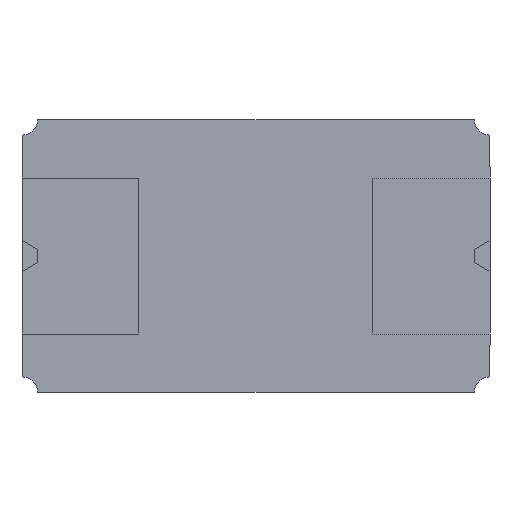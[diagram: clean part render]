
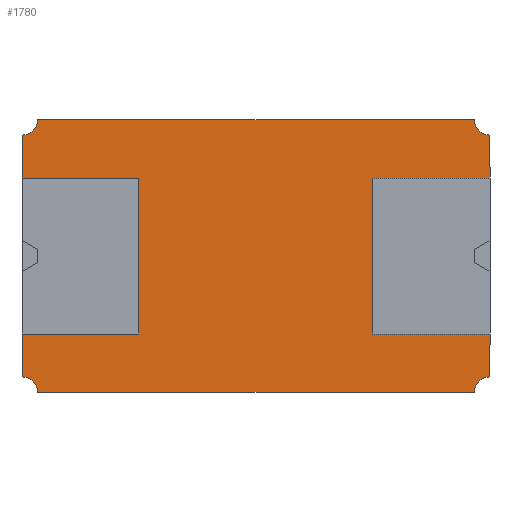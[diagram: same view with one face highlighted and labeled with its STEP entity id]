
A CAD part, front view. The second image highlights one B-rep face of the part: STEP entity #1780.
In plain terms, the highlighted planar face has unit normal (0, -1, 0).
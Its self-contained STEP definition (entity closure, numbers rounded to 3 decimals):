
#1 = AXIS2_PLACEMENT_3D ( 'NONE', #1189, #2253, #1178 ) ;
#19 = DIRECTION ( 'NONE',  ( 0., 0., -1. ) ) ;
#42 = EDGE_CURVE ( 'NONE', #1285, #1320, #1731, .T. ) ;
#57 = VERTEX_POINT ( 'NONE', #1280 ) ;
#70 = EDGE_CURVE ( 'NONE', #436, #1124, #1004, .T. ) ;
#73 = ORIENTED_EDGE ( 'NONE', *, *, #537, .F. ) ;
#86 = CARTESIAN_POINT ( 'NONE',  ( -3., 0., 1.75 ) ) ;
#89 = EDGE_CURVE ( 'NONE', #100, #1285, #898, .T. ) ;
#94 = EDGE_CURVE ( 'NONE', #323, #57, #282, .T. ) ;
#99 = DIRECTION ( 'NONE',  ( 0., 1., 0. ) ) ;
#100 = VERTEX_POINT ( 'NONE', #293 ) ;
#101 = ORIENTED_EDGE ( 'NONE', *, *, #42, .F. ) ;
#119 = DIRECTION ( 'NONE',  ( 0., 0., 1. ) ) ;
#121 = EDGE_CURVE ( 'NONE', #449, #262, #2110, .T. ) ;
#136 = CARTESIAN_POINT ( 'NONE',  ( 1.5, 0., -1. ) ) ;
#147 = LINE ( 'NONE', #502, #749 ) ;
#185 = VECTOR ( 'NONE', #811, 1000. ) ;
#221 = CARTESIAN_POINT ( 'NONE',  ( -1.5, 0., 1. ) ) ;
#250 = VECTOR ( 'NONE', #344, 1000. ) ;
#262 = VERTEX_POINT ( 'NONE', #2076 ) ;
#275 = VECTOR ( 'NONE', #579, 1000. ) ;
#282 = LINE ( 'NONE', #2231, #2009 ) ;
#286 = DIRECTION ( 'NONE',  ( 1., 0., 0. ) ) ;
#293 = CARTESIAN_POINT ( 'NONE',  ( -1.5, 0., -1. ) ) ;
#308 = AXIS2_PLACEMENT_3D ( 'NONE', #1760, #2166, #1809 ) ;
#323 = VERTEX_POINT ( 'NONE', #946 ) ;
#326 = ORIENTED_EDGE ( 'NONE', *, *, #89, .F. ) ;
#344 = DIRECTION ( 'NONE',  ( -1., 0., 0. ) ) ;
#348 = CARTESIAN_POINT ( 'NONE',  ( -2.8, 0., 1.75 ) ) ;
#379 = CARTESIAN_POINT ( 'NONE',  ( 1.5, 0., 1. ) ) ;
#403 = CARTESIAN_POINT ( 'NONE',  ( -3., 0., 1.75 ) ) ;
#430 = ORIENTED_EDGE ( 'NONE', *, *, #599, .F. ) ;
#429 = VECTOR ( 'NONE', #119, 1000. ) ;
#436 = VERTEX_POINT ( 'NONE', #1356 ) ;
#449 = VERTEX_POINT ( 'NONE', #473 ) ;
#473 = CARTESIAN_POINT ( 'NONE',  ( -3., 0., -1.55 ) ) ;
#502 = CARTESIAN_POINT ( 'NONE',  ( -3., 0., 1.75 ) ) ;
#531 = AXIS2_PLACEMENT_3D ( 'NONE', #645, #99, #618 ) ;
#537 = EDGE_CURVE ( 'NONE', #262, #100, #859, .T. ) ;
#576 = ORIENTED_EDGE ( 'NONE', *, *, #94, .F. ) ;
#579 = DIRECTION ( 'NONE',  ( 1., 0., 0. ) ) ;
#586 = CARTESIAN_POINT ( 'NONE',  ( 3., 0., 1.75 ) ) ;
#599 = EDGE_CURVE ( 'NONE', #1320, #436, #147, .T. ) ;
#618 = DIRECTION ( 'NONE',  ( 0., 0., 1. ) ) ;
#634 = DIRECTION ( 'NONE',  ( 0., 0., -1. ) ) ;
#644 = ORIENTED_EDGE ( 'NONE', *, *, #1129, .F. ) ;
#645 = CARTESIAN_POINT ( 'NONE',  ( 3., 0., 1.75 ) ) ;
#647 = EDGE_CURVE ( 'NONE', #849, #449, #1924, .T. ) ;
#700 = CARTESIAN_POINT ( 'NONE',  ( 3., 0., 1.75 ) ) ;
#733 = DIRECTION ( 'NONE',  ( 0., -1., 0. ) ) ;
#740 = CIRCLE ( 'NONE', #531, 0.2 ) ;
#748 = DIRECTION ( 'NONE',  ( -1., 0., 0. ) ) ;
#749 = VECTOR ( 'NONE', #2273, 1000. ) ;
#780 = EDGE_CURVE ( 'NONE', #1124, #810, #1836, .T. ) ;
#810 = VERTEX_POINT ( 'NONE', #1125 ) ;
#811 = DIRECTION ( 'NONE',  ( 0., 0., 1. ) ) ;
#849 = VERTEX_POINT ( 'NONE', #2015 ) ;
#859 = LINE ( 'NONE', #1911, #1454 ) ;
#898 = LINE ( 'NONE', #1886, #185 ) ;
#910 = CARTESIAN_POINT ( 'NONE',  ( 0., 0., 0. ) ) ;
#912 = VECTOR ( 'NONE', #634, 1000. ) ;
#921 = DIRECTION ( 'NONE',  ( 0., 0., 1. ) ) ;
#946 = CARTESIAN_POINT ( 'NONE',  ( 3., 0., -1. ) ) ;
#971 = CARTESIAN_POINT ( 'NONE',  ( 3., 0., 1.55 ) ) ;
#972 = EDGE_CURVE ( 'NONE', #984, #810, #740, .T. ) ;
#984 = VERTEX_POINT ( 'NONE', #971 ) ;
#990 = AXIS2_PLACEMENT_3D ( 'NONE', #403, #733, #1637 ) ;
#1003 = EDGE_CURVE ( 'NONE', #1781, #1938, #1014, .T. ) ;
#1004 = CIRCLE ( 'NONE', #990, 0.2 ) ;
#1014 = LINE ( 'NONE', #1518, #912 ) ;
#1020 = DIRECTION ( 'NONE',  ( 1., 0., 0. ) ) ;
#1039 = ORIENTED_EDGE ( 'NONE', *, *, #1003, .F. ) ;
#1078 = CARTESIAN_POINT ( 'NONE',  ( -1.5, 0., 1. ) ) ;
#1124 = VERTEX_POINT ( 'NONE', #348 ) ;
#1125 = CARTESIAN_POINT ( 'NONE',  ( 2.8, 0., 1.75 ) ) ;
#1129 = EDGE_CURVE ( 'NONE', #984, #2195, #1324, .T. ) ;
#1178 = DIRECTION ( 'NONE',  ( 0., 0., -1. ) ) ;
#1189 = CARTESIAN_POINT ( 'NONE',  ( 3., 0., -1.75 ) ) ;
#1242 = LINE ( 'NONE', #1552, #1547 ) ;
#1264 = DIRECTION ( 'NONE',  ( 0., 1., 0. ) ) ;
#1280 = CARTESIAN_POINT ( 'NONE',  ( 3., 0., -1.55 ) ) ;
#1285 = VERTEX_POINT ( 'NONE', #1078 ) ;
#1320 = VERTEX_POINT ( 'NONE', #2137 ) ;
#1324 = LINE ( 'NONE', #700, #2230 ) ;
#1356 = CARTESIAN_POINT ( 'NONE',  ( -3., 0., 1.55 ) ) ;
#1419 = CARTESIAN_POINT ( 'NONE',  ( 1.5, 0., 1. ) ) ;
#1420 = EDGE_CURVE ( 'NONE', #1914, #849, #2141, .T. ) ;
#1454 = VECTOR ( 'NONE', #1020, 1000. ) ;
#1475 = PLANE ( 'NONE',  #1747 ) ;
#1488 = ORIENTED_EDGE ( 'NONE', *, *, #2051, .F. ) ;
#1507 = EDGE_CURVE ( 'NONE', #1938, #323, #1242, .T. ) ;
#1518 = CARTESIAN_POINT ( 'NONE',  ( 1.5, 0., -1. ) ) ;
#1547 = VECTOR ( 'NONE', #286, 1000. ) ;
#1552 = CARTESIAN_POINT ( 'NONE',  ( 1.5, 0., -1. ) ) ;
#1609 = CIRCLE ( 'NONE', #1, 0.2 ) ;
#1637 = DIRECTION ( 'NONE',  ( 0., 0., -1. ) ) ;
#1674 = EDGE_CURVE ( 'NONE', #2195, #1781, #2187, .T. ) ;
#1692 = CARTESIAN_POINT ( 'NONE',  ( 2.8, 0., -1.75 ) ) ;
#1698 = ORIENTED_EDGE ( 'NONE', *, *, #780, .F. ) ;
#1731 = LINE ( 'NONE', #221, #1873 ) ;
#1747 = AXIS2_PLACEMENT_3D ( 'NONE', #910, #1264, #921 ) ;
#1760 = CARTESIAN_POINT ( 'NONE',  ( -3., 0., -1.75 ) ) ;
#1780 = ADVANCED_FACE ( 'NONE', ( #1860 ), #1475, .F. ) ;
#1781 = VERTEX_POINT ( 'NONE', #379 ) ;
#1796 = CARTESIAN_POINT ( 'NONE',  ( 3., 0., -1.75 ) ) ;
#1809 = DIRECTION ( 'NONE',  ( 0., 0., -1. ) ) ;
#1817 = ORIENTED_EDGE ( 'NONE', *, *, #1674, .F. ) ;
#1836 = LINE ( 'NONE', #586, #275 ) ;
#1849 = DIRECTION ( 'NONE',  ( 0., 0., -1. ) ) ;
#1860 = FACE_OUTER_BOUND ( 'NONE', #2116, .T. ) ;
#1873 = VECTOR ( 'NONE', #748, 1000. ) ;
#1886 = CARTESIAN_POINT ( 'NONE',  ( -1.5, 0., -1. ) ) ;
#1907 = ORIENTED_EDGE ( 'NONE', *, *, #972, .T. ) ;
#1911 = CARTESIAN_POINT ( 'NONE',  ( -1.5, 0., -1. ) ) ;
#1914 = VERTEX_POINT ( 'NONE', #1692 ) ;
#1924 = CIRCLE ( 'NONE', #308, 0.2 ) ;
#1938 = VERTEX_POINT ( 'NONE', #136 ) ;
#1956 = ORIENTED_EDGE ( 'NONE', *, *, #1507, .F. ) ;
#1986 = DIRECTION ( 'NONE',  ( -1., 0., 0. ) ) ;
#2009 = VECTOR ( 'NONE', #1849, 1000. ) ;
#2015 = CARTESIAN_POINT ( 'NONE',  ( -2.8, 0., -1.75 ) ) ;
#2051 = EDGE_CURVE ( 'NONE', #57, #1914, #1609, .T. ) ;
#2061 = ORIENTED_EDGE ( 'NONE', *, *, #70, .F. ) ;
#2076 = CARTESIAN_POINT ( 'NONE',  ( -3., 0., -1. ) ) ;
#2088 = VECTOR ( 'NONE', #1986, 1000. ) ;
#2110 = LINE ( 'NONE', #86, #429 ) ;
#2116 = EDGE_LOOP ( 'NONE', ( #430, #101, #326, #73, #2248, #2265, #2192, #1488, #576, #1956, #1039, #1817, #644, #1907, #1698, #2061 ) ) ;
#2122 = CARTESIAN_POINT ( 'NONE',  ( 3., 0., 1. ) ) ;
#2137 = CARTESIAN_POINT ( 'NONE',  ( -3., 0., 1. ) ) ;
#2141 = LINE ( 'NONE', #1796, #2088 ) ;
#2166 = DIRECTION ( 'NONE',  ( 0., -1., 0. ) ) ;
#2187 = LINE ( 'NONE', #1419, #250 ) ;
#2192 = ORIENTED_EDGE ( 'NONE', *, *, #1420, .F. ) ;
#2195 = VERTEX_POINT ( 'NONE', #2122 ) ;
#2230 = VECTOR ( 'NONE', #19, 1000. ) ;
#2231 = CARTESIAN_POINT ( 'NONE',  ( 3., 0., 1.75 ) ) ;
#2248 = ORIENTED_EDGE ( 'NONE', *, *, #121, .F. ) ;
#2253 = DIRECTION ( 'NONE',  ( 0., -1., 0. ) ) ;
#2265 = ORIENTED_EDGE ( 'NONE', *, *, #647, .F. ) ;
#2273 = DIRECTION ( 'NONE',  ( 0., 0., 1. ) ) ;
